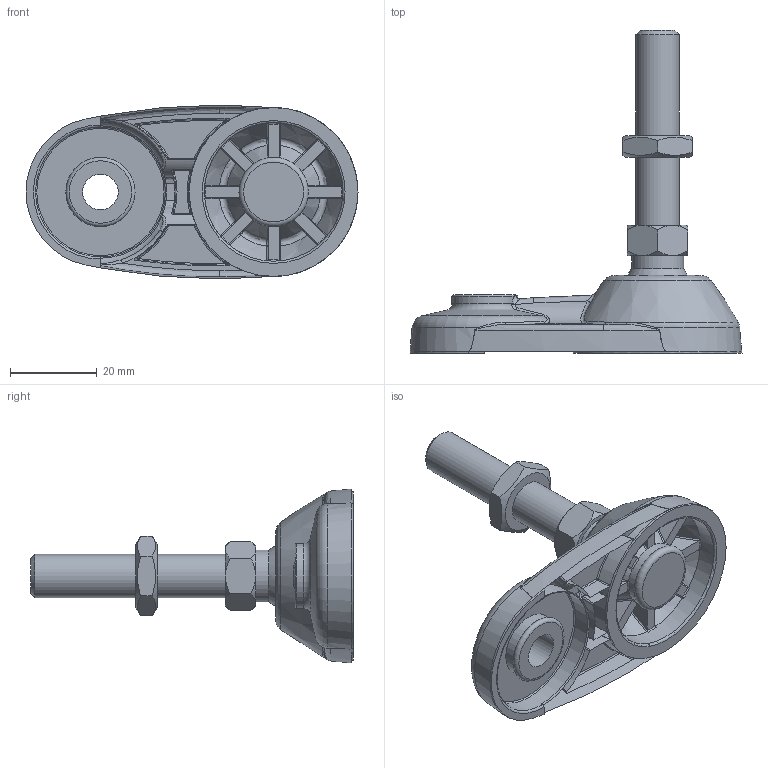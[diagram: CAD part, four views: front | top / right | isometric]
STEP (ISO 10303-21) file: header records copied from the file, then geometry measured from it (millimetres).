
FILE_DESCRIPTION(/* description */ (''),/* implementation_level */ '2;1');
FILE_NAME(/* name */ '14206_KriTec_Stellfuss_PA_40_M10x45_mit_Befestigungslasche.stp',/* time_stamp */ '2016-01-05T14:10:34+01:00',/* author */ ('kostic'),/* organization */ (''),/* preprocessor_version */ 'ST-DEVELOPER v15.2',/* originating_system */ 'Autodesk Inventor 2014',/* authorisation */ '');
FILE_SCHEMA (('CONFIG_CONTROL_DESIGN'));
Length unit declared in the file: millimetre
Products named in the file (5): 14200_KriTec_Fussteller PA_40_mit_Befestigungslasche; 10311_KriTec_Gewindestange_M10x45_verzinkt; ISO 4035 - M10ISO; 10311_KriTec_Gewindestange_M10x45_verzinkt_inkl._Kontermutter; 14206_KriTec_Stellfuss_PA_40_M10x45_mit_Befestigungslasche
Assembly tree (4 placements, depth 3):
  14206_KriTec_Stellfuss_PA_40_M10x45_mit_Befestigungslasche
    14200_KriTec_Fussteller PA_40_mit_Befestigungslasche
    10311_KriTec_Gewindestange_M10x45_verzinkt_inkl._Kontermutter
      10311_KriTec_Gewindestange_M10x45_verzinkt
      ISO 4035 - M10ISO
Bounding box: 76.7 x 74.6 x 40.19 mm (x, y, z)
Volume: 25372.5 mm3; surface area: 13680.5 mm2
Topology: 3 solids, 3 shells, 308 faces, 753 edges, 448 vertices
Faces by surface type: bspline 118, plane 66, cone 48, torus 44, cylinder 19, sphere 13
Full cylindrical faces by diameter (mm): 8.2 x1, 8.376 x1, 10 x1, 12 x1, 15 x2, 30 x1, 32 x1, 39 x1
Entity records: 13360 total; most frequent: CARTESIAN_POINT 7105, ORIENTED_EDGE 1414, DIRECTION 1134, EDGE_CURVE 707, AXIS2_PLACEMENT_3D 541, VERTEX_POINT 437, EDGE_LOOP 344, ADVANCED_FACE 308
